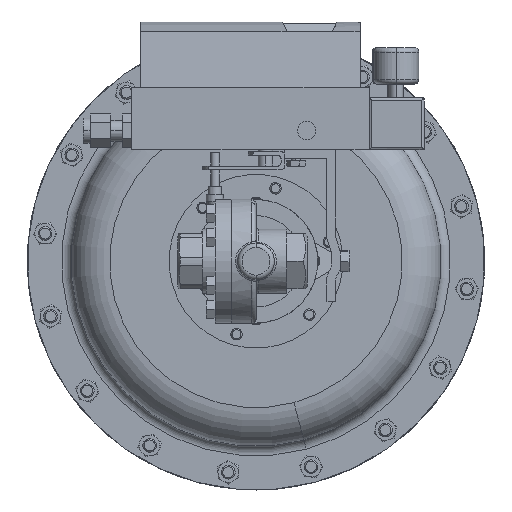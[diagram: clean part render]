
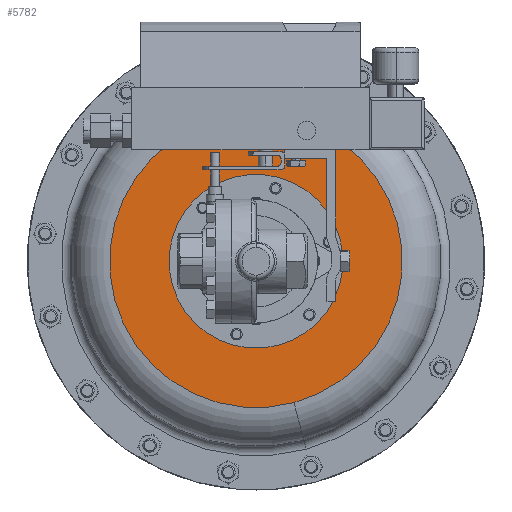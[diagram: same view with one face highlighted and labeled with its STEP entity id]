
A CAD part, front view. The second image highlights one B-rep face of the part: STEP entity #5782.
In plain terms, the highlighted planar face has unit normal (0, -1, 0).
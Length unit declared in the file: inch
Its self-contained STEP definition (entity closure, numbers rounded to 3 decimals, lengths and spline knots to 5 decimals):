
#234 = CARTESIAN_POINT ( 'NONE',  ( -2.31428, 9.31137, 2.24484 ) ) ;
#486 = ORIENTED_EDGE ( 'NONE', *, *, #29579, .F. ) ;
#491 = EDGE_CURVE ( 'NONE', #23809, #17572, #20902, .T. ) ;
#1611 = ORIENTED_EDGE ( 'NONE', *, *, #12468, .F. ) ;
#1748 = CARTESIAN_POINT ( 'NONE',  ( 3.2288, 9.31137, 4.9595 ) ) ;
#2841 = DIRECTION ( 'NONE',  ( -0.259, 0., 0.966 ) ) ;
#4390 = CIRCLE ( 'NONE', #29113, 4. ) ;
#5483 = DIRECTION ( 'NONE',  ( 0., 1., 0. ) ) ;
#5782 = ADVANCED_FACE ( 'NONE', ( #13286, #6525 ), #7788, .T. ) ;
#6459 = AXIS2_PLACEMENT_3D ( 'NONE', #234, #18231, #2841 ) ;
#6525 = FACE_BOUND ( 'NONE', #26815, .T. ) ;
#7788 = PLANE ( 'NONE',  #6459 ) ;
#8008 = CARTESIAN_POINT ( 'NONE',  ( 1.54942, 9.31137, 3.28012 ) ) ;
#9320 = ORIENTED_EDGE ( 'NONE', *, *, #491, .T. ) ;
#10024 = DIRECTION ( 'NONE',  ( 0., 1., 0. ) ) ;
#10315 = AXIS2_PLACEMENT_3D ( 'NONE', #25648, #10024, #28321 ) ;
#10554 = DIRECTION ( 'NONE',  ( 0.259, 0., -0.966 ) ) ;
#10880 = CARTESIAN_POINT ( 'NONE',  ( -0.12996, 9.31137, 1.60074 ) ) ;
#11323 = VERTEX_POINT ( 'NONE', #30841 ) ;
#12468 = EDGE_CURVE ( 'NONE', #23539, #11323, #4390, .T. ) ;
#13277 = DIRECTION ( 'NONE',  ( -0.707, 0., -0.707 ) ) ;
#13286 = FACE_OUTER_BOUND ( 'NONE', #16961, .T. ) ;
#13291 = CARTESIAN_POINT ( 'NONE',  ( 0.51415, 9.31137, 7.14382 ) ) ;
#13316 = AXIS2_PLACEMENT_3D ( 'NONE', #8008, #26213, #10554 ) ;
#13532 = ORIENTED_EDGE ( 'NONE', *, *, #15329, .T. ) ;
#15329 = EDGE_CURVE ( 'NONE', #17572, #23809, #15457, .T. ) ;
#15457 = CIRCLE ( 'NONE', #10315, 2.375 ) ;
#16961 = EDGE_LOOP ( 'NONE', ( #486, #1611 ) ) ;
#17572 = VERTEX_POINT ( 'NONE', #10880 ) ;
#18231 = DIRECTION ( 'NONE',  ( 0., -1., 0. ) ) ;
#19185 = CARTESIAN_POINT ( 'NONE',  ( 1.54942, 9.31137, 3.28012 ) ) ;
#19947 = AXIS2_PLACEMENT_3D ( 'NONE', #19185, #23495, #13277 ) ;
#20902 = CIRCLE ( 'NONE', #19947, 2.375 ) ;
#20913 = CARTESIAN_POINT ( 'NONE',  ( 1.54942, 9.31137, 3.28012 ) ) ;
#23495 = DIRECTION ( 'NONE',  ( 0., 1., 0. ) ) ;
#23539 = VERTEX_POINT ( 'NONE', #13291 ) ;
#23613 = DIRECTION ( 'NONE',  ( 0.259, 0., -0.966 ) ) ;
#23809 = VERTEX_POINT ( 'NONE', #1748 ) ;
#25648 = CARTESIAN_POINT ( 'NONE',  ( 1.54942, 9.31137, 3.28012 ) ) ;
#26213 = DIRECTION ( 'NONE',  ( 0., 1., 0. ) ) ;
#26815 = EDGE_LOOP ( 'NONE', ( #9320, #13532 ) ) ;
#28321 = DIRECTION ( 'NONE',  ( -0.707, 0., -0.707 ) ) ;
#29113 = AXIS2_PLACEMENT_3D ( 'NONE', #20913, #5483, #23613 ) ;
#29576 = CIRCLE ( 'NONE', #13316, 4. ) ;
#29579 = EDGE_CURVE ( 'NONE', #11323, #23539, #29576, .T. ) ;
#30841 = CARTESIAN_POINT ( 'NONE',  ( 2.5847, 9.31137, -0.58358 ) ) ;
